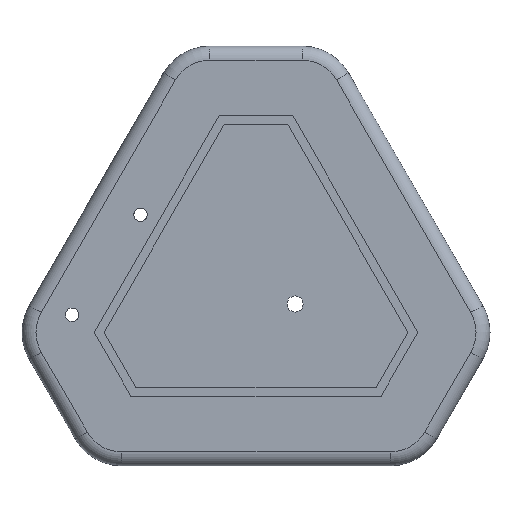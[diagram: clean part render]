
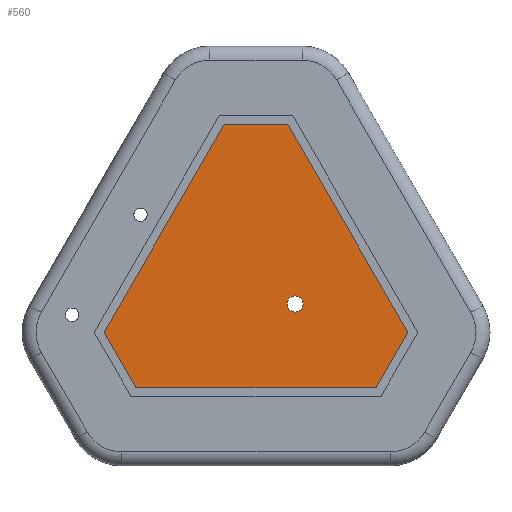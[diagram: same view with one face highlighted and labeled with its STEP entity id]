
A CAD part, front view. The second image highlights one B-rep face of the part: STEP entity #560.
In plain terms, the highlighted planar face has unit normal (0, -1, 0).
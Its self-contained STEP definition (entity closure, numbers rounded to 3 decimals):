
#27 = VECTOR ( 'NONE', #3589, 1000. ) ;
#77 = CARTESIAN_POINT ( 'NONE',  ( -28.821, 0., -3.742 ) ) ;
#256 = CARTESIAN_POINT ( 'NONE',  ( -13.972, 0., 3.303 ) ) ;
#367 = CARTESIAN_POINT ( 'NONE',  ( -14.645, 0., 20.811 ) ) ;
#480 = VERTEX_POINT ( 'NONE', #256 ) ;
#553 = DIRECTION ( 'NONE',  ( 0.5, 0., 0.866 ) ) ;
#560 = ADVANCED_FACE ( 'NONE', ( #1734, #2316 ), #3117, .F. ) ;
#649 = DIRECTION ( 'NONE',  ( 0., 0., 1. ) ) ;
#655 = VERTEX_POINT ( 'NONE', #2096 ) ;
#786 = ORIENTED_EDGE ( 'NONE', *, *, #3484, .T. ) ;
#802 = CARTESIAN_POINT ( 'NONE',  ( -28.821, 0., -3.742 ) ) ;
#816 = CARTESIAN_POINT ( 'NONE',  ( -20.59, 0., 20.811 ) ) ;
#857 = VECTOR ( 'NONE', #553, 1000. ) ;
#923 = CARTESIAN_POINT ( 'NONE',  ( -20.59, 0., 20.811 ) ) ;
#927 = CARTESIAN_POINT ( 'NONE',  ( -13.972, 0., 4.053 ) ) ;
#938 = EDGE_LOOP ( 'NONE', ( #3136, #786 ) ) ;
#1010 = EDGE_CURVE ( 'NONE', #2224, #2820, #1439, .T. ) ;
#1085 = DIRECTION ( 'NONE',  ( 0., 0., 1. ) ) ;
#1136 = ORIENTED_EDGE ( 'NONE', *, *, #1567, .T. ) ;
#1203 = VECTOR ( 'NONE', #3093, 1000. ) ;
#1217 = DIRECTION ( 'NONE',  ( 0., 1., 0. ) ) ;
#1247 = EDGE_CURVE ( 'NONE', #2327, #2224, #1622, .T. ) ;
#1285 = DIRECTION ( 'NONE',  ( 0.5, 0., -0.866 ) ) ;
#1304 = ORIENTED_EDGE ( 'NONE', *, *, #2853, .T. ) ;
#1327 = CARTESIAN_POINT ( 'NONE',  ( -3.442, 0., 1.406 ) ) ;
#1435 = LINE ( 'NONE', #77, #1203 ) ;
#1439 = LINE ( 'NONE', #367, #1833 ) ;
#1567 = EDGE_CURVE ( 'NONE', #2758, #3577, #2887, .T. ) ;
#1622 = LINE ( 'NONE', #2733, #27 ) ;
#1634 = DIRECTION ( 'NONE',  ( 0., 1., 0. ) ) ;
#1703 = EDGE_CURVE ( 'NONE', #480, #3329, #2827, .T. ) ;
#1709 = DIRECTION ( 'NONE',  ( -0.5, 0., -0.866 ) ) ;
#1716 = AXIS2_PLACEMENT_3D ( 'NONE', #1750, #2623, #649 ) ;
#1734 = FACE_BOUND ( 'NONE', #938, .T. ) ;
#1750 = CARTESIAN_POINT ( 'NONE',  ( -21.918, 0., 23.111 ) ) ;
#1833 = VECTOR ( 'NONE', #2870, 1000. ) ;
#2004 = CARTESIAN_POINT ( 'NONE',  ( -14.645, 0., 20.811 ) ) ;
#2096 = CARTESIAN_POINT ( 'NONE',  ( -6.414, 0., -3.742 ) ) ;
#2224 = VERTEX_POINT ( 'NONE', #2004 ) ;
#2259 = LINE ( 'NONE', #923, #3011 ) ;
#2307 = AXIS2_PLACEMENT_3D ( 'NONE', #3253, #1634, #1085 ) ;
#2316 = FACE_OUTER_BOUND ( 'NONE', #3518, .T. ) ;
#2327 = VERTEX_POINT ( 'NONE', #1327 ) ;
#2361 = ORIENTED_EDGE ( 'NONE', *, *, #2549, .T. ) ;
#2535 = ORIENTED_EDGE ( 'NONE', *, *, #1247, .T. ) ;
#2549 = EDGE_CURVE ( 'NONE', #2820, #2758, #2259, .T. ) ;
#2588 = EDGE_CURVE ( 'NONE', #3577, #655, #1435, .T. ) ;
#2623 = DIRECTION ( 'NONE',  ( 0., 1., 0. ) ) ;
#2689 = CARTESIAN_POINT ( 'NONE',  ( -31.793, 0., 1.406 ) ) ;
#2733 = CARTESIAN_POINT ( 'NONE',  ( -3.442, 0., 1.406 ) ) ;
#2758 = VERTEX_POINT ( 'NONE', #3181 ) ;
#2784 = CARTESIAN_POINT ( 'NONE',  ( -6.414, 0., -3.742 ) ) ;
#2820 = VERTEX_POINT ( 'NONE', #816 ) ;
#2827 = CIRCLE ( 'NONE', #2307, 0.75 ) ;
#2853 = EDGE_CURVE ( 'NONE', #655, #2327, #3343, .T. ) ;
#2870 = DIRECTION ( 'NONE',  ( -1., 0., 0. ) ) ;
#2887 = LINE ( 'NONE', #2689, #3294 ) ;
#2922 = AXIS2_PLACEMENT_3D ( 'NONE', #927, #1217, #3457 ) ;
#2932 = CARTESIAN_POINT ( 'NONE',  ( -13.972, 0., 4.803 ) ) ;
#3011 = VECTOR ( 'NONE', #1709, 1000. ) ;
#3093 = DIRECTION ( 'NONE',  ( 1., 0., 0. ) ) ;
#3117 = PLANE ( 'NONE',  #1716 ) ;
#3136 = ORIENTED_EDGE ( 'NONE', *, *, #1703, .T. ) ;
#3173 = ORIENTED_EDGE ( 'NONE', *, *, #2588, .T. ) ;
#3181 = CARTESIAN_POINT ( 'NONE',  ( -31.793, 0., 1.406 ) ) ;
#3253 = CARTESIAN_POINT ( 'NONE',  ( -13.972, 0., 4.053 ) ) ;
#3294 = VECTOR ( 'NONE', #1285, 1000. ) ;
#3329 = VERTEX_POINT ( 'NONE', #2932 ) ;
#3343 = LINE ( 'NONE', #2784, #857 ) ;
#3372 = ORIENTED_EDGE ( 'NONE', *, *, #1010, .T. ) ;
#3457 = DIRECTION ( 'NONE',  ( 0., 0., 1. ) ) ;
#3484 = EDGE_CURVE ( 'NONE', #3329, #480, #3507, .T. ) ;
#3507 = CIRCLE ( 'NONE', #2922, 0.75 ) ;
#3518 = EDGE_LOOP ( 'NONE', ( #3372, #2361, #1136, #3173, #1304, #2535 ) ) ;
#3577 = VERTEX_POINT ( 'NONE', #802 ) ;
#3589 = DIRECTION ( 'NONE',  ( -0.5, 0., 0.866 ) ) ;
